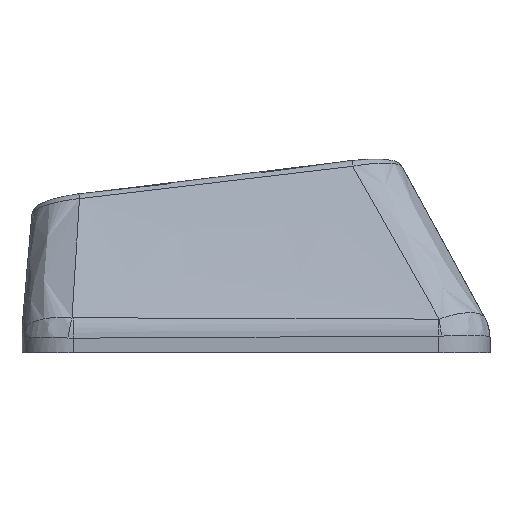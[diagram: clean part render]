
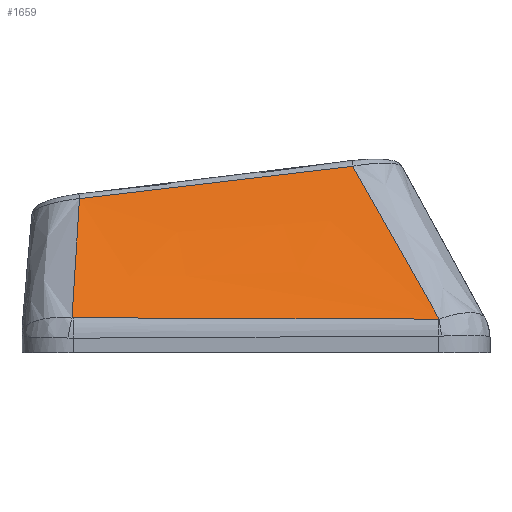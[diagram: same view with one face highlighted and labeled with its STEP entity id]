
A CAD part, left-side view. The second image highlights one B-rep face of the part: STEP entity #1659.
In plain terms, the highlighted free-form (B-spline) face has degree [3, 3] with [4, 4] control points.
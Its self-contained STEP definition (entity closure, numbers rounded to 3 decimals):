
#62=B_SPLINE_SURFACE_WITH_KNOTS('',3,3,((#4323,#4324,#4325,#4326),(#4327,
#4328,#4329,#4330),(#4331,#4332,#4333,#4334),(#4335,#4336,#4337,#4338)),
 .UNSPECIFIED.,.F.,.F.,.F.,(4,4),(4,4),(0.1,0.893),
(0.041,0.952),.UNSPECIFIED.);
#228=FACE_OUTER_BOUND('',#322,.T.);
#322=EDGE_LOOP('',(#1466,#1467,#1468,#1469,#1470,#1471));
#593=B_SPLINE_CURVE_WITH_KNOTS('',3,(#3862,#3863,#3864,#3865),
 .UNSPECIFIED.,.F.,.F.,(4,4),(0.,0.003),
 .UNSPECIFIED.);
#595=B_SPLINE_CURVE_WITH_KNOTS('',3,(#3889,#3890,#3891,#3892),
 .UNSPECIFIED.,.F.,.F.,(4,4),(0.,1.416),.UNSPECIFIED.);
#597=B_SPLINE_CURVE_WITH_KNOTS('',3,(#3913,#3914,#3915,#3916),
 .UNSPECIFIED.,.F.,.F.,(4,4),(0.,0.005),
 .UNSPECIFIED.);
#605=B_SPLINE_CURVE_WITH_KNOTS('',3,(#4009,#4010,#4011,#4012),
 .UNSPECIFIED.,.F.,.F.,(4,4),(-0.573,-0.028),
 .UNSPECIFIED.);
#616=B_SPLINE_CURVE_WITH_KNOTS('',3,(#4257,#4258,#4259,#4260),
 .UNSPECIFIED.,.F.,.F.,(4,4),(-1.068,0.),
 .UNSPECIFIED.);
#620=B_SPLINE_CURVE_WITH_KNOTS('',3,(#4319,#4320,#4321,#4322),
 .UNSPECIFIED.,.F.,.F.,(4,4),(0.033,0.774),
 .UNSPECIFIED.);
#742=VERTEX_POINT('',#3487);
#765=VERTEX_POINT('',#3824);
#767=VERTEX_POINT('',#3855);
#769=VERTEX_POINT('',#3882);
#775=VERTEX_POINT('',#4008);
#790=VERTEX_POINT('',#4223);
#999=EDGE_CURVE('',#765,#767,#593,.T.);
#1002=EDGE_CURVE('',#767,#769,#595,.T.);
#1004=EDGE_CURVE('',#769,#742,#597,.T.);
#1012=EDGE_CURVE('',#742,#775,#605,.T.);
#1040=EDGE_CURVE('',#775,#790,#616,.T.);
#1044=EDGE_CURVE('',#790,#765,#620,.T.);
#1466=ORIENTED_EDGE('',*,*,#999,.F.);
#1467=ORIENTED_EDGE('',*,*,#1044,.F.);
#1468=ORIENTED_EDGE('',*,*,#1040,.F.);
#1469=ORIENTED_EDGE('',*,*,#1012,.F.);
#1470=ORIENTED_EDGE('',*,*,#1004,.F.);
#1471=ORIENTED_EDGE('',*,*,#1002,.F.);
#1659=ADVANCED_FACE('',(#228),#62,.T.);
#3487=CARTESIAN_POINT('',(-11.233,7.14,0.368));
#3824=CARTESIAN_POINT('',(-11.308,-7.107,0.314));
#3855=CARTESIAN_POINT('',(-11.308,-7.077,0.312));
#3862=CARTESIAN_POINT('Ctrl Pts',(-11.308,-7.107,0.314));
#3863=CARTESIAN_POINT('Ctrl Pts',(-11.308,-7.097,0.312));
#3864=CARTESIAN_POINT('Ctrl Pts',(-11.308,-7.087,0.312));
#3865=CARTESIAN_POINT('Ctrl Pts',(-11.308,-7.077,0.312));
#3882=CARTESIAN_POINT('',(-11.236,7.086,0.363));
#3889=CARTESIAN_POINT('Ctrl Pts',(-11.308,-7.077,0.312));
#3890=CARTESIAN_POINT('Ctrl Pts',(-11.29,-2.357,0.327));
#3891=CARTESIAN_POINT('Ctrl Pts',(-11.268,2.364,0.344));
#3892=CARTESIAN_POINT('Ctrl Pts',(-11.236,7.086,0.363));
#3913=CARTESIAN_POINT('Ctrl Pts',(-11.236,7.086,0.363));
#3914=CARTESIAN_POINT('Ctrl Pts',(-11.236,7.104,0.363));
#3915=CARTESIAN_POINT('Ctrl Pts',(-11.235,7.122,0.365));
#3916=CARTESIAN_POINT('Ctrl Pts',(-11.233,7.14,0.368));
#4008=CARTESIAN_POINT('',(-8.385,6.849,4.986));
#4009=CARTESIAN_POINT('Ctrl Pts',(-11.233,7.14,0.368));
#4010=CARTESIAN_POINT('Ctrl Pts',(-10.279,7.036,1.905));
#4011=CARTESIAN_POINT('Ctrl Pts',(-9.328,6.938,3.444));
#4012=CARTESIAN_POINT('Ctrl Pts',(-8.385,6.849,4.986));
#4223=CARTESIAN_POINT('',(-8.372,-3.753,6.241));
#4257=CARTESIAN_POINT('Ctrl Pts',(-8.385,6.849,4.986));
#4258=CARTESIAN_POINT('Ctrl Pts',(-8.381,3.315,5.401));
#4259=CARTESIAN_POINT('Ctrl Pts',(-8.377,-0.219,
5.82));
#4260=CARTESIAN_POINT('Ctrl Pts',(-8.372,-3.753,6.241));
#4319=CARTESIAN_POINT('Ctrl Pts',(-8.372,-3.753,6.241));
#4320=CARTESIAN_POINT('Ctrl Pts',(-9.357,-4.877,4.27));
#4321=CARTESIAN_POINT('Ctrl Pts',(-10.334,-5.994,2.293));
#4322=CARTESIAN_POINT('Ctrl Pts',(-11.308,-7.107,0.314));
#4323=CARTESIAN_POINT('Ctrl Pts',(-8.372,-4.131,6.284));
#4324=CARTESIAN_POINT('Ctrl Pts',(-9.351,-5.124,4.294));
#4325=CARTESIAN_POINT('Ctrl Pts',(-10.33,-6.116,2.303));
#4326=CARTESIAN_POINT('Ctrl Pts',(-11.308,-7.108,0.312));
#4327=CARTESIAN_POINT('Ctrl Pts',(-8.372,-0.374,
5.847));
#4328=CARTESIAN_POINT('Ctrl Pts',(-9.351,-1.035,3.995));
#4329=CARTESIAN_POINT('Ctrl Pts',(-10.33,-1.697,2.143));
#4330=CARTESIAN_POINT('Ctrl Pts',(-11.308,-2.359,0.29));
#4331=CARTESIAN_POINT('Ctrl Pts',(-8.372,3.384,5.41));
#4332=CARTESIAN_POINT('Ctrl Pts',(-9.351,3.053,3.696));
#4333=CARTESIAN_POINT('Ctrl Pts',(-10.33,2.722,1.982));
#4334=CARTESIAN_POINT('Ctrl Pts',(-11.308,2.391,0.269));
#4335=CARTESIAN_POINT('Ctrl Pts',(-8.372,7.142,4.973));
#4336=CARTESIAN_POINT('Ctrl Pts',(-9.351,7.141,3.398));
#4337=CARTESIAN_POINT('Ctrl Pts',(-10.33,7.141,1.822));
#4338=CARTESIAN_POINT('Ctrl Pts',(-11.308,7.14,0.247));
